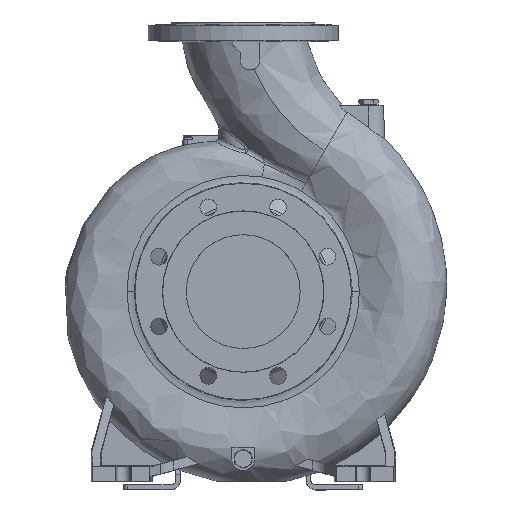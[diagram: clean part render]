
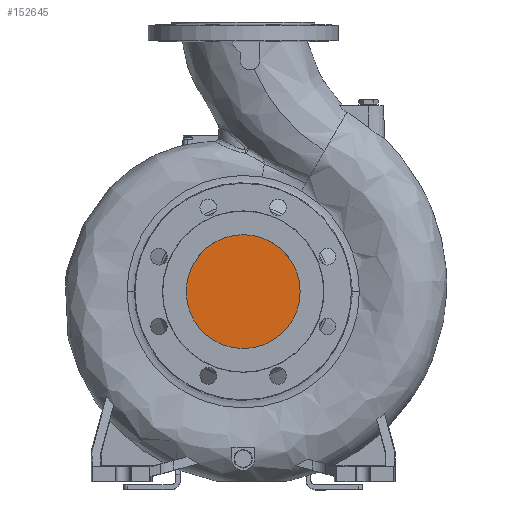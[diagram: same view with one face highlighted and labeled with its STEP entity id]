
A CAD part, top view. The second image highlights one B-rep face of the part: STEP entity #152645.
In plain terms, the highlighted face is planar.
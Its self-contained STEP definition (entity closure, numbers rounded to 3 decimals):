
#13360 = DIRECTION ( 'NONE',  ( 0., 0., -1. ) ) ;
#19206 = AXIS2_PLACEMENT_3D ( 'NONE', #206893, #64570, #157453 ) ;
#29127 = CARTESIAN_POINT ( 'NONE',  ( 0., -535., 0. ) ) ;
#45545 = EDGE_CURVE ( 'NONE', #159179, #163286, #73365, .T. ) ;
#64570 = DIRECTION ( 'NONE',  ( 0., -1., 0. ) ) ;
#66165 = CARTESIAN_POINT ( 'NONE',  ( 0., -535., 0. ) ) ;
#73365 = CIRCLE ( 'NONE', #202666, 75. ) ;
#78994 = ORIENTED_EDGE ( 'NONE', *, *, #45545, .T. ) ;
#101776 = CARTESIAN_POINT ( 'NONE',  ( 0., -535., 75. ) ) ;
#106296 = CIRCLE ( 'NONE', #178033, 75. ) ;
#116772 = CARTESIAN_POINT ( 'NONE',  ( 0., -535., -75. ) ) ;
#125059 = EDGE_LOOP ( 'NONE', ( #78994, #219415 ) ) ;
#133115 = FACE_OUTER_BOUND ( 'NONE', #125059, .T. ) ;
#134718 = DIRECTION ( 'NONE',  ( 0., -1., 0. ) ) ;
#139475 = PLANE ( 'NONE',  #19206 ) ;
#152645 = ADVANCED_FACE ( 'NONE', ( #133115 ), #139475, .T. ) ;
#157453 = DIRECTION ( 'NONE',  ( 0., 0., -1. ) ) ;
#159179 = VERTEX_POINT ( 'NONE', #116772 ) ;
#159237 = EDGE_CURVE ( 'NONE', #163286, #159179, #106296, .T. ) ;
#163286 = VERTEX_POINT ( 'NONE', #101776 ) ;
#167318 = DIRECTION ( 'NONE',  ( 0., -1., 0. ) ) ;
#178033 = AXIS2_PLACEMENT_3D ( 'NONE', #66165, #134718, #203273 ) ;
#202666 = AXIS2_PLACEMENT_3D ( 'NONE', #29127, #167318, #13360 ) ;
#203273 = DIRECTION ( 'NONE',  ( 0., 0., -1. ) ) ;
#206893 = CARTESIAN_POINT ( 'NONE',  ( 90., -535., -90. ) ) ;
#219415 = ORIENTED_EDGE ( 'NONE', *, *, #159237, .T. ) ;
